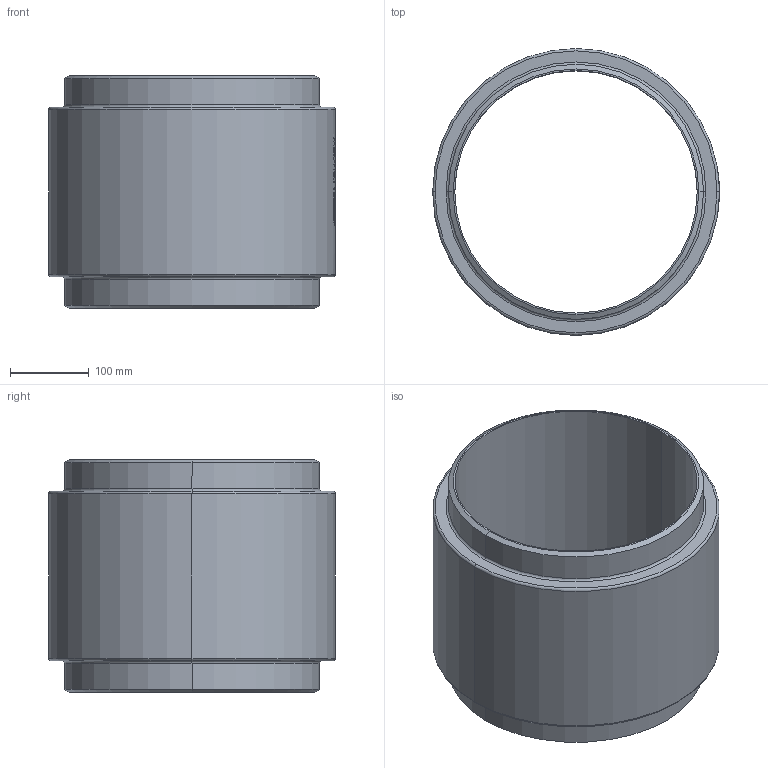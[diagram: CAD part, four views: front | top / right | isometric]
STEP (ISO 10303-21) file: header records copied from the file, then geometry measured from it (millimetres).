
FILE_DESCRIPTION (( 'STEP AP214' ), '1' );
FILE_NAME ('7110000_DN300_ PN06 1328229.STEP', '2022-03-22T11:38:56', ( 'axxx' ), ( 'Hewlett-Packard Company' ), 'SwSTEP 2.0', 'SolidWorks 2019', '' );
FILE_SCHEMA (( 'AUTOMOTIVE_DESIGN' ));
Length unit declared in the file: millimetre
Products named in the file (1): 7110000_DN300_ PN06 1328229
Bounding box: 364 x 364 x 295 mm (x, y, z)
Volume: 6974492.3 mm3; surface area: 668989.1 mm2
Topology: 1 solids, 1 shells, 505 faces, 1305 edges, 866 vertices
Faces by surface type: bspline 246, plane 218, cylinder 29, torus 8, cone 4
Entity records: 30495 total; most frequent: CARTESIAN_POINT 19846, ORIENTED_EDGE 2610, DIRECTION 1382, EDGE_CURVE 1305, VERTEX_POINT 866, LINE 682, VECTOR 682, EDGE_LOOP 571
